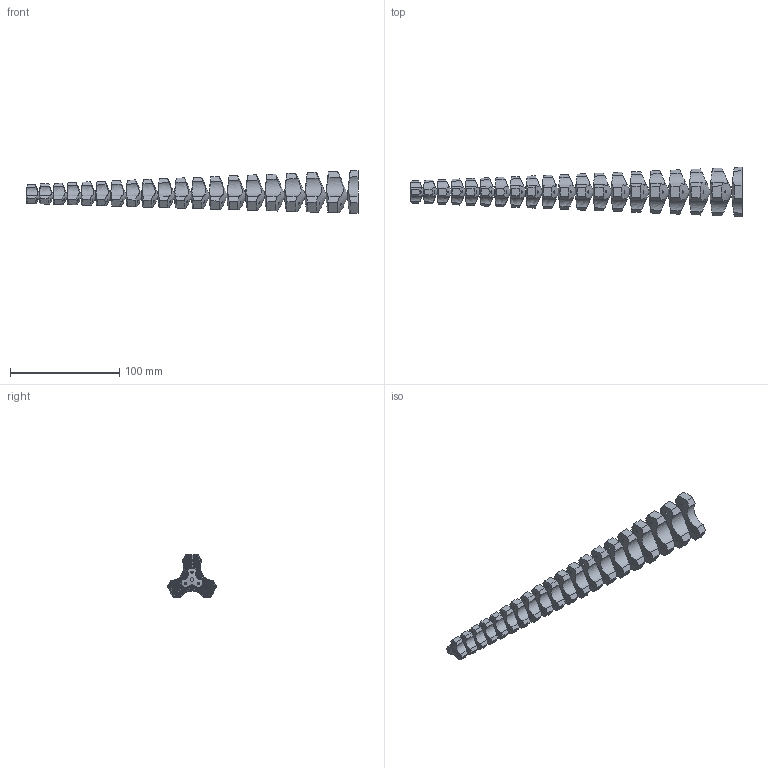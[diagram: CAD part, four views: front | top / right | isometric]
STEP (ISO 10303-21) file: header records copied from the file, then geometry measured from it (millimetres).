
FILE_DESCRIPTION(/* description */ ('','CAx-IF Rec.Pracs.---Representation and Presentation of Product Manufacturing Information (PMI)---4.0---2014-10-13'),/* implementation_level */ '2;1');
FILE_NAME(/* name */ 'spiral arm v1.step',/* time_stamp */ '2025-02-22T14:59:11+02:00',/* author */ (''),/* organization */ (''),/* preprocessor_version */ 'ST-DEVELOPER v20',/* originating_system */ 'Autodesk Translation Framework v13.20.0.188',/* authorisation */ '');
FILE_SCHEMA (('AP242_MANAGED_MODEL_BASED_3D_ENGINEERING_MIM_LF { 1 0 10303 442 1 1 4 }'));
Length unit declared in the file: millimetre
Products named in the file (1): (Unsaved)
Bounding box: 303.71 x 45.27 x 39.21 mm (x, y, z)
Volume: 114802.3 mm3; surface area: 43983 mm2
Topology: 1 solids, 1 shells, 341 faces, 1115 edges, 776 vertices
Faces by surface type: plane 182, bspline 120, cone 39
Entity records: 19376 total; most frequent: CARTESIAN_POINT 11650, ORIENTED_EDGE 2230, EDGE_CURVE 1115, DIRECTION 784, VERTEX_POINT 776, EDGE_LOOP 461, B_SPLINE_CURVE_WITH_KNOTS 450, FACE_OUTER_BOUND 341
